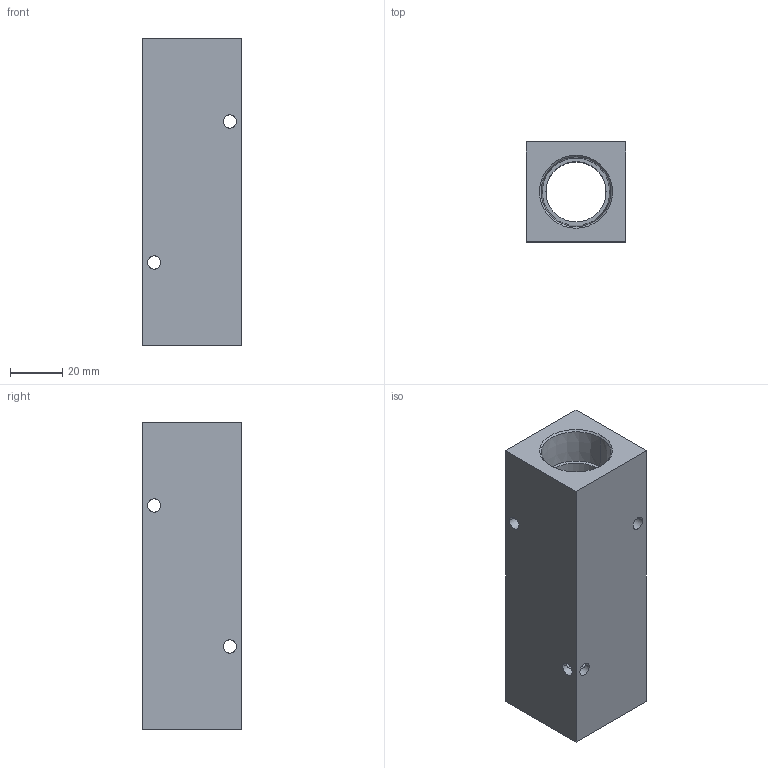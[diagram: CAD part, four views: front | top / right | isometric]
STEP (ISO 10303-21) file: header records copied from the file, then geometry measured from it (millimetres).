
FILE_DESCRIPTION (( 'STEP AP203' ), '1' );
FILE_NAME ('MRA-2FD.step', '2015-12-02T21:07:51', ( '' ), ( '' ), 'SwSTEP 2.0', 'SolidWorks 2015', '' );
FILE_SCHEMA (( 'CONFIG_CONTROL_DESIGN' ));
Length unit declared in the file: inch
Products named in the file (1): MRA-2FD
Bounding box: 38.1 x 38.1 x 117.47 mm (x, y, z)
Volume: 111395.7 mm3; surface area: 30718 mm2
Topology: 1 solids, 1 shells, 46 faces, 118 edges, 72 vertices
Faces by surface type: cylinder 18, cone 16, plane 12
Entity records: 1621 total; most frequent: CARTESIAN_POINT 421, ORIENTED_EDGE 236, DIRECTION 232, EDGE_CURVE 118, AXIS2_PLACEMENT_3D 91, VERTEX_POINT 72, EDGE_LOOP 62, VECTOR 50
